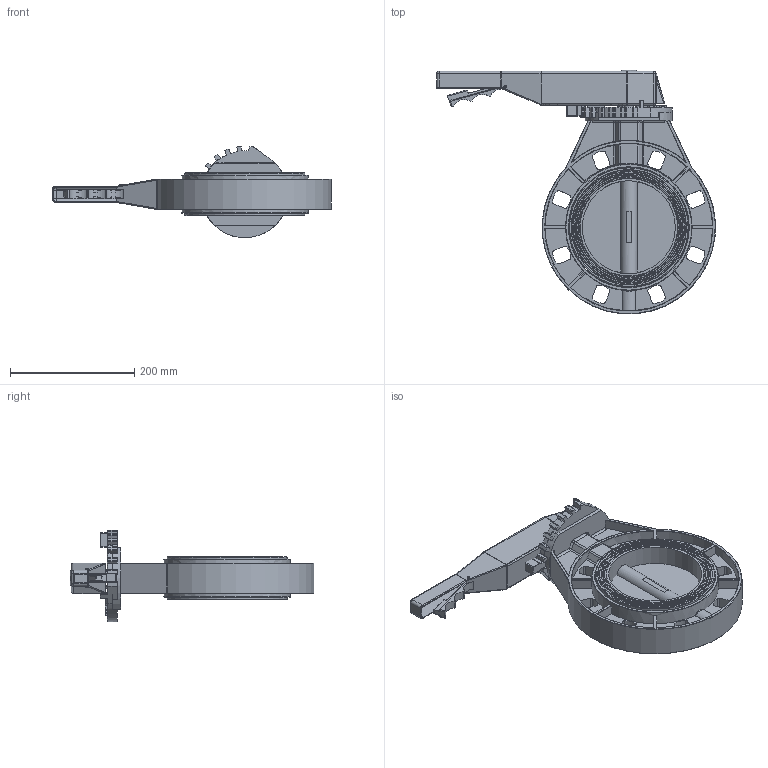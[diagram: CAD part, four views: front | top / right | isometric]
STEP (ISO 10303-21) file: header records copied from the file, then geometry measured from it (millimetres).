
FILE_DESCRIPTION(/* description */ (''),/* implementation_level */ '2;1');
FILE_NAME(/* name */ 'DN150_3D_STEP.stp',/* time_stamp */ '2025-09-09T23:57:34+03:00',/* author */ ('igorr'),/* organization */ (''),/* preprocessor_version */ 'ST-DEVELOPER v20',/* originating_system */ 'Autodesk Inventor 2025',/* authorisation */ '');
FILE_SCHEMA (('AUTOMOTIVE_DESIGN { 1 0 10303 214 3 1 1 }'));
Length unit declared in the file: millimetre
Products named in the file (3): Сборка1; Деталь1; Деталь2
Assembly tree (2 placements, depth 2):
  Сборка1
    Деталь1
    Деталь2
Bounding box: 449.66 x 392.62 x 147.09 mm (x, y, z)
Volume: 2355753 mm3; surface area: 556938.3 mm2
Topology: 3 solids, 3 shells, 959 faces, 2465 edges, 1540 vertices
Faces by surface type: plane 361, cylinder 263, bspline 253, torus 76, sphere 6
Full cylindrical faces by diameter (mm): 15 x1, 27 x2, 150 x2, 193.2 x1, 194 x1, 204 x2
Entity records: 35775 total; most frequent: CARTESIAN_POINT 12271, ORIENTED_EDGE 4926, DIRECTION 4458, EDGE_CURVE 2463, AXIS2_PLACEMENT_3D 1630, VERTEX_POINT 1540, LINE 1198, VECTOR 1198
